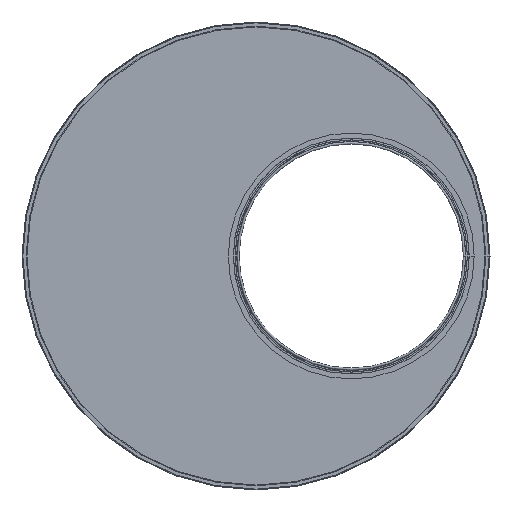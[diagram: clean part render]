
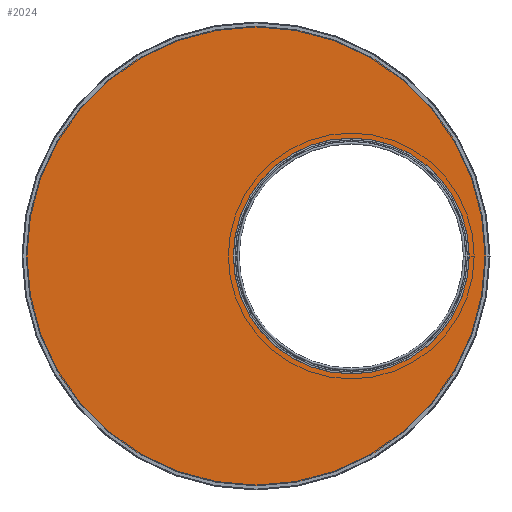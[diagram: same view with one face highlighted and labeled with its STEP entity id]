
A CAD part, front view. The second image highlights one B-rep face of the part: STEP entity #2024.
In plain terms, the highlighted face is planar.
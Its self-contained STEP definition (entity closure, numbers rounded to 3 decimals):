
#1961=CARTESIAN_POINT('',(26.5,0.,0.0));
#1962=VERTEX_POINT('',#1961);
#1963=CARTESIAN_POINT('',(-130.925,0.0,0.0));
#1964=DIRECTION('',(0.0,0.0,1.0));
#1965=DIRECTION('',(-1.0,0.0,0.0));
#1966=AXIS2_PLACEMENT_3D('',#1963,#1964,#1965);
#1967=CIRCLE('',#1966,157.425);
#1968=EDGE_CURVE('',#1962,#1962,#1967,.T.);
#1989=CARTESIAN_POINT('',(320.35,0.,0.0));
#1990=VERTEX_POINT('',#1989);
#1991=CARTESIAN_POINT('',(0.0,0.0,0.0));
#1992=DIRECTION('',(0.0,0.0,-1.0));
#1993=DIRECTION('',(-1.0,0.0,0.0));
#1994=AXIS2_PLACEMENT_3D('',#1991,#1992,#1993);
#1995=CIRCLE('',#1994,320.35);
#1996=EDGE_CURVE('',#1990,#1990,#1995,.T.);
#2013=CARTESIAN_POINT('',(0.0,0.0,0.0));
#2014=DIRECTION('',(0.0,0.0,-1.0));
#2015=DIRECTION('',(-1.0,0.0,0.0));
#2016=AXIS2_PLACEMENT_3D('',#2013,#2014,#2015);
#2017=PLANE('',#2016);
#2018=ORIENTED_EDGE('',*,*,#1996,.T.);
#2019=EDGE_LOOP('',(#2018));
#2020=FACE_OUTER_BOUND('',#2019,.T.);
#2021=ORIENTED_EDGE('',*,*,#1968,.T.);
#2022=EDGE_LOOP('',(#2021));
#2023=FACE_BOUND('',#2022,.T.);
#2024=ADVANCED_FACE('',(#2020,#2023),#2017,.T.);
